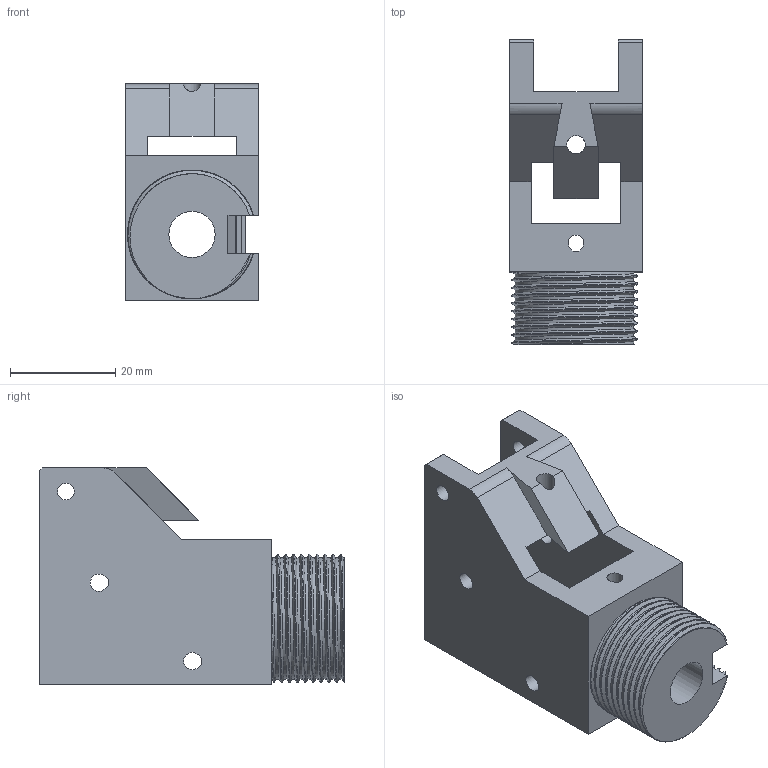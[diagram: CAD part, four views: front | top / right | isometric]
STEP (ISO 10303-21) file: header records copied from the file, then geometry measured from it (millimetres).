
FILE_DESCRIPTION(/* description */ (''),/* implementation_level */ '2;1');
FILE_NAME(/* name */ '5_Front_Housing.step',/* time_stamp */ '2023-08-25T22:07:19+01:00',/* author */ (''),/* organization */ (''),/* preprocessor_version */ 'ST-DEVELOPER v20',/* originating_system */ 'Autodesk Translation Framework v12.9.0.99',/* authorisation */ '');
FILE_SCHEMA (('AUTOMOTIVE_DESIGN { 1 0 10303 214 3 1 1 }'));
Length unit declared in the file: millimetre
Products named in the file (1): 5. Front Housing
Bounding box: 25.3 x 58.04 x 41.16 mm (x, y, z)
Volume: 19174.2 mm3; surface area: 11543.9 mm2
Topology: 1 solids, 1 shells, 123 faces, 357 edges, 231 vertices
Faces by surface type: plane 69, bspline 30, cylinder 23, cone 1
Full cylindrical faces by diameter (mm): 3.2 x2, 3.5 x1, 8.8 x1
Entity records: 8396 total; most frequent: CARTESIAN_POINT 5339, ORIENTED_EDGE 714, DIRECTION 474, EDGE_CURVE 357, VERTEX_POINT 231, LINE 226, VECTOR 226, EDGE_LOOP 142
